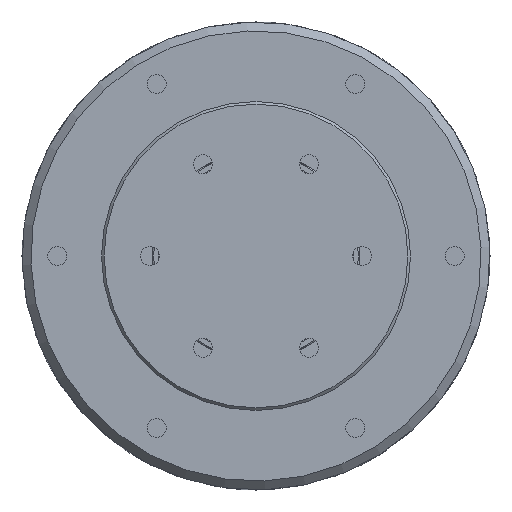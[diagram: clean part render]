
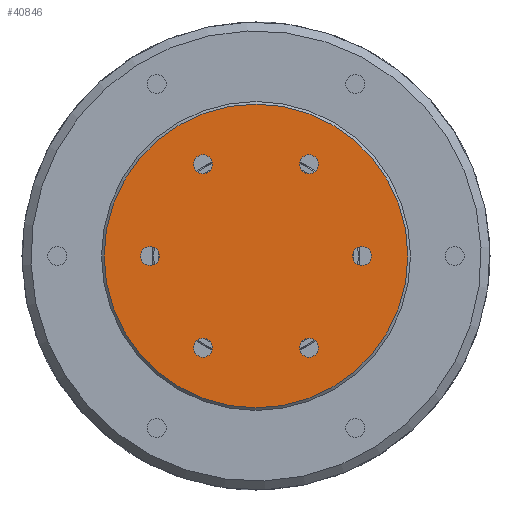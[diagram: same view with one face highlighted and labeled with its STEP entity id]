
A CAD part, front view. The second image highlights one B-rep face of the part: STEP entity #40846.
In plain terms, the highlighted face is planar.
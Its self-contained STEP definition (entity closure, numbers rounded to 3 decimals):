
#1687=FACE_BOUND('',#7222,.T.);
#1688=FACE_BOUND('',#7223,.T.);
#1689=FACE_BOUND('',#7224,.T.);
#1690=FACE_BOUND('',#7225,.T.);
#1691=FACE_BOUND('',#7226,.T.);
#1692=FACE_BOUND('',#7227,.T.);
#2578=PLANE('',#43195);
#4770=FACE_OUTER_BOUND('',#7221,.T.);
#7221=EDGE_LOOP('',(#37774));
#7222=EDGE_LOOP('',(#37775));
#7223=EDGE_LOOP('',(#37776));
#7224=EDGE_LOOP('',(#37777));
#7225=EDGE_LOOP('',(#37778));
#7226=EDGE_LOOP('',(#37779));
#7227=EDGE_LOOP('',(#37780));
#15870=CIRCLE('',#43194,34.4);
#15871=CIRCLE('',#43196,2.15);
#15872=CIRCLE('',#43197,2.15);
#15873=CIRCLE('',#43198,2.15);
#15874=CIRCLE('',#43199,2.15);
#15875=CIRCLE('',#43200,2.15);
#15876=CIRCLE('',#43201,2.15);
#19858=VERTEX_POINT('',#105114);
#19859=VERTEX_POINT('',#105118);
#19860=VERTEX_POINT('',#105120);
#19861=VERTEX_POINT('',#105122);
#19862=VERTEX_POINT('',#105124);
#19863=VERTEX_POINT('',#105126);
#19864=VERTEX_POINT('',#105128);
#25877=EDGE_CURVE('',#19858,#19858,#15870,.T.);
#25878=EDGE_CURVE('',#19859,#19859,#15871,.T.);
#25879=EDGE_CURVE('',#19860,#19860,#15872,.T.);
#25880=EDGE_CURVE('',#19861,#19861,#15873,.T.);
#25881=EDGE_CURVE('',#19862,#19862,#15874,.T.);
#25882=EDGE_CURVE('',#19863,#19863,#15875,.T.);
#25883=EDGE_CURVE('',#19864,#19864,#15876,.T.);
#37774=ORIENTED_EDGE('',*,*,#25877,.F.);
#37775=ORIENTED_EDGE('',*,*,#25878,.F.);
#37776=ORIENTED_EDGE('',*,*,#25879,.F.);
#37777=ORIENTED_EDGE('',*,*,#25880,.T.);
#37778=ORIENTED_EDGE('',*,*,#25881,.F.);
#37779=ORIENTED_EDGE('',*,*,#25882,.F.);
#37780=ORIENTED_EDGE('',*,*,#25883,.F.);
#40846=ADVANCED_FACE('',(#4770,#1687,#1688,#1689,#1690,#1691,#1692),#2578,
 .F.);
#43194=AXIS2_PLACEMENT_3D('',#105116,#49732,#49733);
#43195=AXIS2_PLACEMENT_3D('',#105117,#49734,#49735);
#43196=AXIS2_PLACEMENT_3D('',#105119,#49736,#49737);
#43197=AXIS2_PLACEMENT_3D('',#105121,#49738,#49739);
#43198=AXIS2_PLACEMENT_3D('',#105123,#49740,#49741);
#43199=AXIS2_PLACEMENT_3D('',#105125,#49742,#49743);
#43200=AXIS2_PLACEMENT_3D('',#105127,#49744,#49745);
#43201=AXIS2_PLACEMENT_3D('',#105129,#49746,#49747);
#49732=DIRECTION('center_axis',(0.,-1.,0.));
#49733=DIRECTION('ref_axis',(-1.,0.,0.));
#49734=DIRECTION('center_axis',(0.,-1.,0.));
#49735=DIRECTION('ref_axis',(-1.,0.,0.));
#49736=DIRECTION('center_axis',(0.,1.,0.));
#49737=DIRECTION('ref_axis',(-0.5,0.,0.866));
#49738=DIRECTION('center_axis',(0.,1.,0.));
#49739=DIRECTION('ref_axis',(-0.5,0.,-0.866));
#49740=DIRECTION('center_axis',(0.,-1.,0.));
#49741=DIRECTION('ref_axis',(1.,0.,0.));
#49742=DIRECTION('center_axis',(0.,1.,0.));
#49743=DIRECTION('ref_axis',(0.5,0.,-0.866));
#49744=DIRECTION('center_axis',(0.,1.,0.));
#49745=DIRECTION('ref_axis',(-1.,0.,0.));
#49746=DIRECTION('center_axis',(0.,1.,0.));
#49747=DIRECTION('ref_axis',(0.5,0.,0.866));
#105114=CARTESIAN_POINT('',(34.4,16.7,0.));
#105116=CARTESIAN_POINT('Origin',(0.,16.7,0.));
#105117=CARTESIAN_POINT('Origin',(0.,16.7,0.));
#105118=CARTESIAN_POINT('',(-19.71,16.7,-13.862));
#105119=CARTESIAN_POINT('Origin',(-20.785,16.7,-12.));
#105120=CARTESIAN_POINT('',(21.86,16.7,-10.138));
#105121=CARTESIAN_POINT('Origin',(20.785,16.7,-12.));
#105122=CARTESIAN_POINT('',(-2.15,16.7,24.));
#105123=CARTESIAN_POINT('Origin',(0.,16.7,24.));
#105124=CARTESIAN_POINT('',(19.71,16.7,13.862));
#105125=CARTESIAN_POINT('Origin',(20.785,16.7,12.));
#105126=CARTESIAN_POINT('',(2.15,16.7,-24.));
#105127=CARTESIAN_POINT('Origin',(0.,16.7,-24.));
#105128=CARTESIAN_POINT('',(-21.86,16.7,10.138));
#105129=CARTESIAN_POINT('Origin',(-20.785,16.7,12.));
